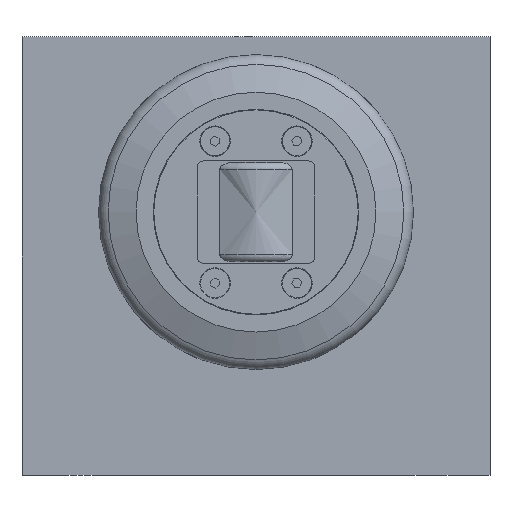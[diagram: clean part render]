
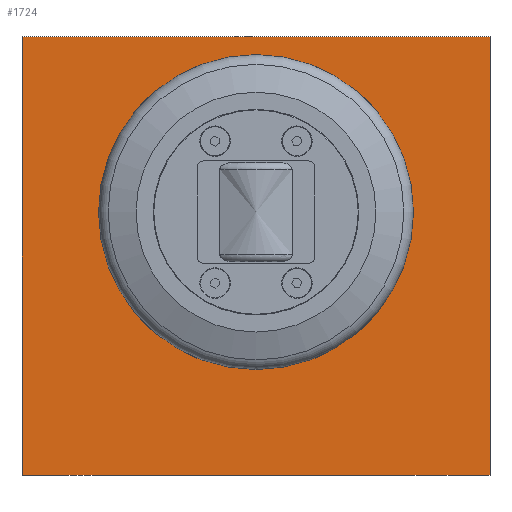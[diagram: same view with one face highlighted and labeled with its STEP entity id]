
A CAD part, front view. The second image highlights one B-rep face of the part: STEP entity #1724.
In plain terms, the highlighted planar face has unit normal (0, -1, 0).
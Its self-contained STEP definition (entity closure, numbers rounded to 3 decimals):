
#57=FACE_BOUND('',#291,.T.);
#112=CIRCLE('',#1871,35.);
#191=FACE_OUTER_BOUND('',#290,.T.);
#290=EDGE_LOOP('',(#1289,#1290,#1291,#1292));
#291=EDGE_LOOP('',(#1293));
#433=LINE('',#2715,#598);
#434=LINE('',#2717,#599);
#435=LINE('',#2719,#600);
#436=LINE('',#2720,#601);
#598=VECTOR('',#2176,10.);
#599=VECTOR('',#2177,10.);
#600=VECTOR('',#2178,10.);
#601=VECTOR('',#2179,10.);
#769=VERTEX_POINT('',#2709);
#770=VERTEX_POINT('',#2713);
#771=VERTEX_POINT('',#2714);
#772=VERTEX_POINT('',#2716);
#773=VERTEX_POINT('',#2718);
#970=EDGE_CURVE('',#769,#769,#112,.T.);
#971=EDGE_CURVE('',#770,#771,#433,.T.);
#972=EDGE_CURVE('',#772,#771,#434,.T.);
#973=EDGE_CURVE('',#773,#772,#435,.T.);
#974=EDGE_CURVE('',#773,#770,#436,.T.);
#1289=ORIENTED_EDGE('',*,*,#971,.T.);
#1290=ORIENTED_EDGE('',*,*,#972,.F.);
#1291=ORIENTED_EDGE('',*,*,#973,.F.);
#1292=ORIENTED_EDGE('',*,*,#974,.T.);
#1293=ORIENTED_EDGE('',*,*,#970,.T.);
#1651=PLANE('',#1872);
#1724=ADVANCED_FACE('',(#191,#57),#1651,.T.);
#1871=AXIS2_PLACEMENT_3D('',#2711,#2172,#2173);
#1872=AXIS2_PLACEMENT_3D('',#2712,#2174,#2175);
#2172=DIRECTION('center_axis',(0.,1.,0.));
#2173=DIRECTION('ref_axis',(0.,0.,
1.));
#2174=DIRECTION('center_axis',(0.,-1.,0.));
#2175=DIRECTION('ref_axis',(0.,0.,-1.));
#2176=DIRECTION('',(0.,0.,1.));
#2177=DIRECTION('',(1.,0.,0.));
#2178=DIRECTION('',(0.,0.,1.));
#2179=DIRECTION('',(1.,0.,0.));
#2709=CARTESIAN_POINT('',(80.,0.,55.));
#2711=CARTESIAN_POINT('Origin',(80.,0.,90.));
#2712=CARTESIAN_POINT('Origin',(0.,0.,0.));
#2713=CARTESIAN_POINT('',(160.,0.,0.));
#2714=CARTESIAN_POINT('',(160.,0.,150.));
#2715=CARTESIAN_POINT('',(160.,0.,0.));
#2716=CARTESIAN_POINT('',(0.,0.,150.));
#2717=CARTESIAN_POINT('',(0.,0.,150.));
#2718=CARTESIAN_POINT('',(0.,0.,0.));
#2719=CARTESIAN_POINT('',(0.,0.,0.));
#2720=CARTESIAN_POINT('',(0.,0.,0.));
